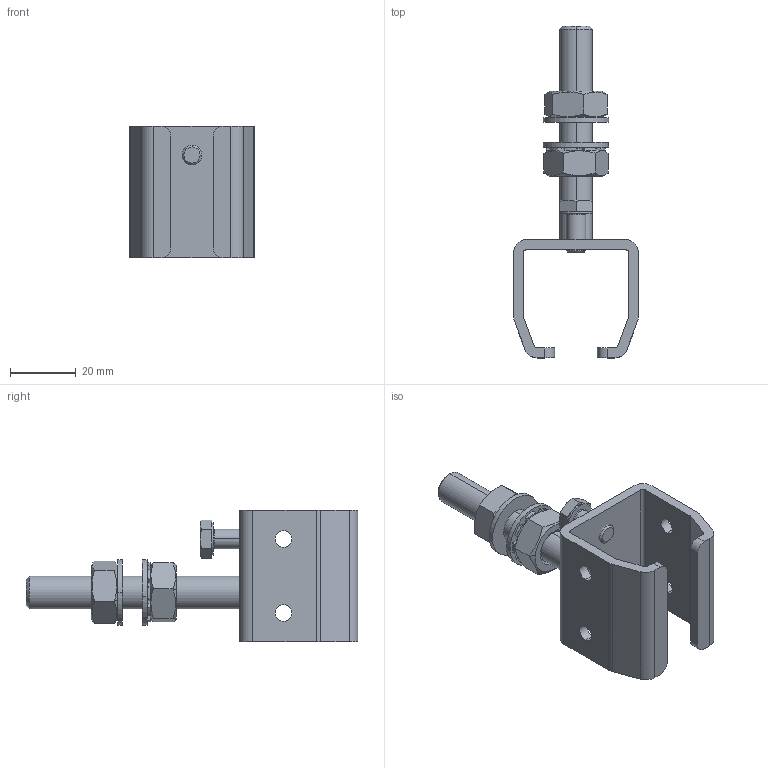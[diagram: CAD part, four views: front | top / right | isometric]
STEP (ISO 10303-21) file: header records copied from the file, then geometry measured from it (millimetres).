
FILE_DESCRIPTION (( 'STEP AP203' ), '1' );
FILE_NAME ('21.B04.STEP', '2019-05-28T12:22:43', ( '' ), ( '' ), 'SwSTEP 2.0', 'SolidWorks 2018', '' );
FILE_SCHEMA (( 'CONFIG_CONTROL_DESIGN' ));
Length unit declared in the file: millimetre
Products named in the file (1): 21.B04
Bounding box: 38 x 101 x 40 mm (x, y, z)
Volume: 22733.5 mm3; surface area: 16380.2 mm2
Topology: 7 solids, 7 shells, 190 faces, 494 edges, 320 vertices
Faces by surface type: cylinder 82, plane 74, cone 26, bspline 6, torus 2
Entity records: 12737 total; most frequent: CARTESIAN_POINT 8061, ORIENTED_EDGE 988, DIRECTION 934, EDGE_CURVE 494, AXIS2_PLACEMENT_3D 351, VERTEX_POINT 320, LINE 232, VECTOR 232
